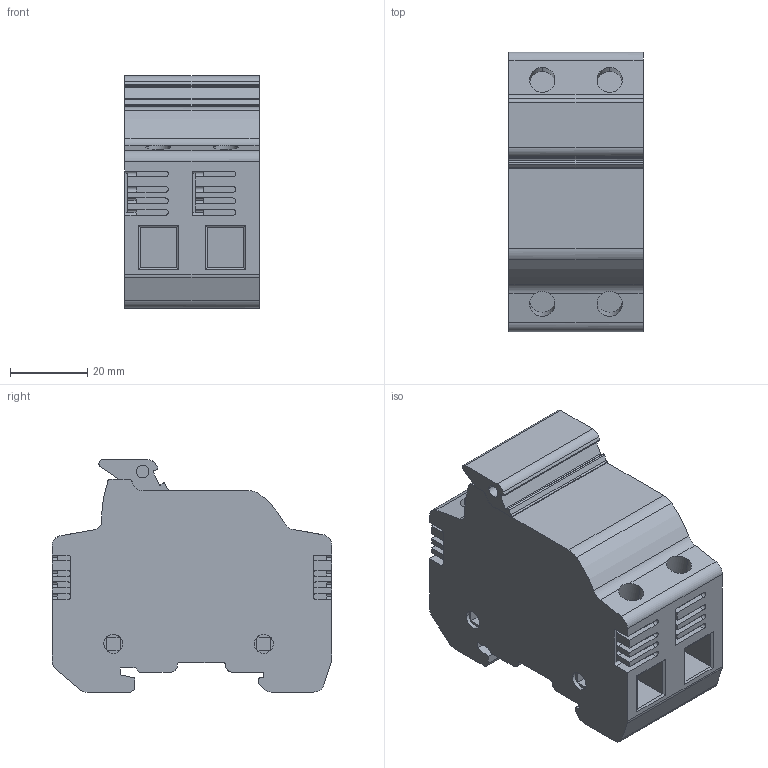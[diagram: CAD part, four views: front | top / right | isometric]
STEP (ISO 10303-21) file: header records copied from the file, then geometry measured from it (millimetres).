
FILE_DESCRIPTION(('CATIA V5 STEP Exchange','CAx-IF Rec.Pracs.--- Model Styling and Organization---1.4--- 2014-01-23'),'2;1');
FILE_NAME ('D1574614_0_2896940000_S3D_FUSEHOLDER_WSFH-2_10X38_1KV.stp','2023-05-17T10:41:32+00:00',('none'),('Weidmueller'),'CATIA Version 5-6 Release 2016 SP3 HF44','CATIA V5 STEP AP214','none');
FILE_SCHEMA(('AUTOMOTIVE_DESIGN { 1 0 10303 214 1 1 1 1 }'));
Length unit declared in the file: millimetre
Products named in the file (1): S3D_FUSEHOLDER_WSFH-2_10X38_1KV
Bounding box: 35 x 72.6 x 60.3 mm (x, y, z)
Volume: 109431.4 mm3; surface area: 20866.3 mm2
Topology: 1 solids, 1 shells, 359 faces, 1009 edges, 669 vertices
Faces by surface type: plane 219, cylinder 122, extrusion 18
Entity records: 11595 total; most frequent: CARTESIAN_POINT 2627, ORIENTED_EDGE 2018, DIRECTION 1361, EDGE_CURVE 1009, VERTEX_POINT 669, VECTOR 638, LINE 620, AXIS2_PLACEMENT_3D 479
